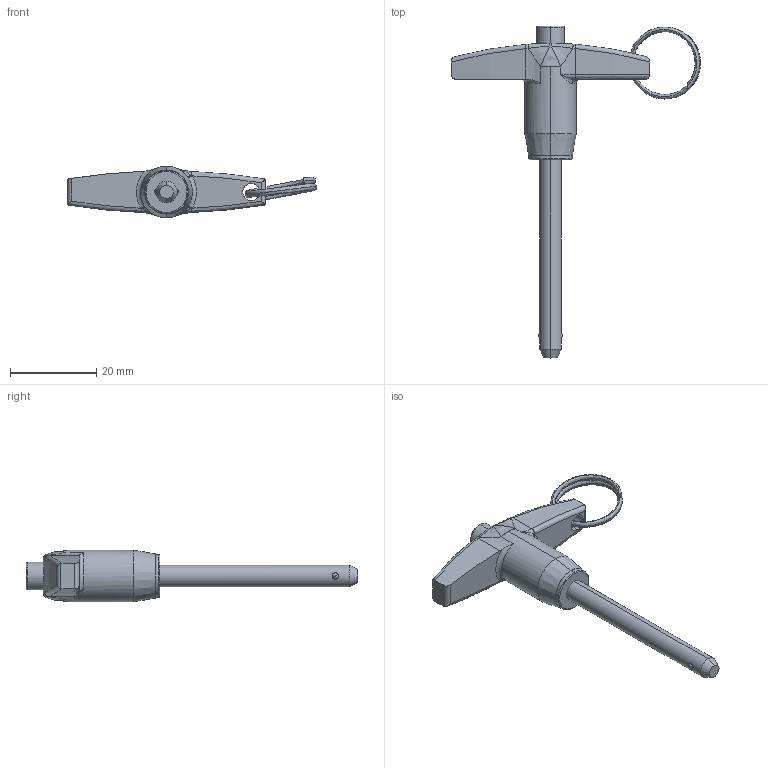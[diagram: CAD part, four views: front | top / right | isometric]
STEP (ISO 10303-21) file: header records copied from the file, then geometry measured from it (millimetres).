
FILE_DESCRIPTION (( 'STEP AP214' ), '1' );
FILE_NAME ('06502-T Handle 5mm Push Button Detent Pin 40MM.STEP', '2024-07-15T23:17:39', ( '' ), ( '' ), 'SwSTEP 2.0', 'SolidWorks 2024', '' );
FILE_SCHEMA (( 'AUTOMOTIVE_DESIGN' ));
Length unit declared in the file: millimetre
Products named in the file (5): T Handle; Pin_5mm; Split Ring; Detent; 06502-T Handle 5mm Push Button Detent Pin 40MM
Assembly tree (4 placements, depth 2):
  06502-T Handle 5mm Push Button Detent Pin 40MM
    Pin_5mm
    T Handle
    Detent
    Split Ring
Bounding box: 57.84 x 77.08 x 12 mm (x, y, z)
Volume: 5079.8 mm3; surface area: 4285 mm2
Topology: 4 solids, 4 shells, 96 faces, 212 edges, 125 vertices
Faces by surface type: bspline 40, cylinder 26, plane 13, torus 9, cone 4, sphere 4
Entity records: 4215 total; most frequent: CARTESIAN_POINT 2213, ORIENTED_EDGE 418, DIRECTION 340, EDGE_CURVE 209, AXIS2_PLACEMENT_3D 148, VERTEX_POINT 125, EDGE_LOOP 104, ADVANCED_FACE 96
